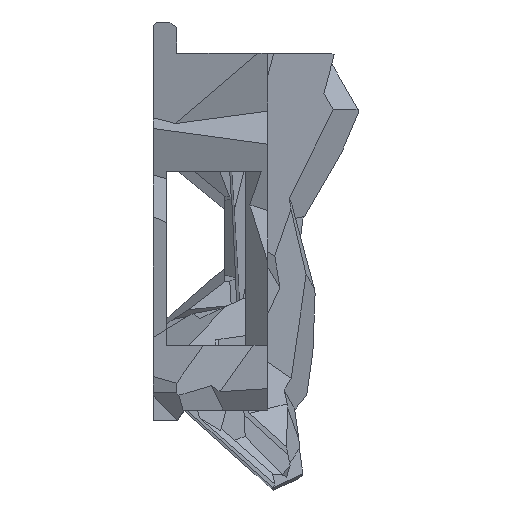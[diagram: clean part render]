
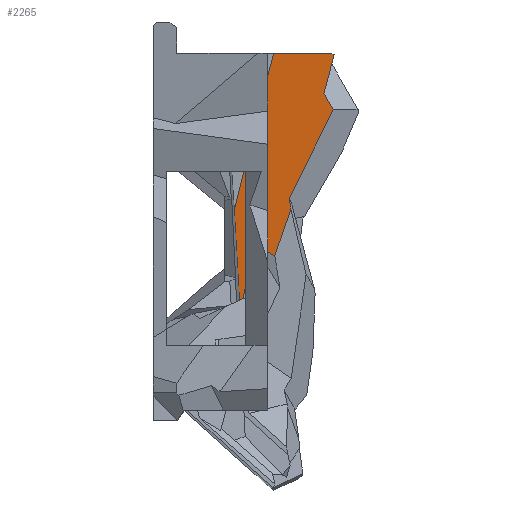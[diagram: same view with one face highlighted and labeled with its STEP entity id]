
A CAD part, left-side view. The second image highlights one B-rep face of the part: STEP entity #2265.
In plain terms, the highlighted planar face has unit normal (-0.997, 0.052, -0.056).
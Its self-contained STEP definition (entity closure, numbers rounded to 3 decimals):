
#422 = VERTEX_POINT ( 'NONE', #14220 ) ;
#876 = DIRECTION ( 'NONE',  ( 0.022, -0.502, -0.865 ) ) ;
#1027 = VECTOR ( 'NONE', #12108, 1000. ) ;
#1029 = CARTESIAN_POINT ( 'NONE',  ( 26.64, 0.783, 41.095 ) ) ;
#1048 = DIRECTION ( 'NONE',  ( 0.07, 0.326, -0.943 ) ) ;
#1142 = DIRECTION ( 'NONE',  ( -0.052, -0.999, 0. ) ) ;
#1287 = DIRECTION ( 'NONE',  ( 0.068, 0.258, -0.964 ) ) ;
#1400 = ORIENTED_EDGE ( 'NONE', *, *, #11166, .F. ) ;
#1437 = EDGE_CURVE ( 'NONE', #9771, #11677, #4254, .T. ) ;
#1944 = LINE ( 'NONE', #7174, #6197 ) ;
#2066 = ORIENTED_EDGE ( 'NONE', *, *, #9059, .F. ) ;
#2265 = ADVANCED_FACE ( 'NONE', ( #12667 ), #8528, .F. ) ;
#2520 = VERTEX_POINT ( 'NONE', #10859 ) ;
#3257 = ORIENTED_EDGE ( 'NONE', *, *, #16769, .F. ) ;
#3481 = CARTESIAN_POINT ( 'NONE',  ( 25.358, -6.998, 56.699 ) ) ;
#3913 = DIRECTION ( 'NONE',  ( -0.067, -0.244, 0.968 ) ) ;
#4014 = CARTESIAN_POINT ( 'NONE',  ( 26.431, -2.894, 41.387 ) ) ;
#4064 = EDGE_CURVE ( 'NONE', #422, #16318, #10453, .T. ) ;
#4181 = VECTOR ( 'NONE', #1287, 1000. ) ;
#4254 = LINE ( 'NONE', #9754, #13084 ) ;
#4298 = CARTESIAN_POINT ( 'NONE',  ( 25.873, -3.598, 50.688 ) ) ;
#4362 = CARTESIAN_POINT ( 'NONE',  ( 25.026, -8.2, 61.5 ) ) ;
#4601 = CARTESIAN_POINT ( 'NONE',  ( 27.487, 3.497, 28.515 ) ) ;
#4872 = CARTESIAN_POINT ( 'NONE',  ( 25.515, -7.812, 53.14 ) ) ;
#5052 = VECTOR ( 'NONE', #3913, 1000. ) ;
#5230 = EDGE_LOOP ( 'NONE', ( #17462, #15332, #2066, #16109, #3257, #1400, #14625, #14896, #7052, #8448, #17035 ) ) ;
#6124 = DIRECTION ( 'NONE',  ( 0.073, 0.444, -0.893 ) ) ;
#6197 = VECTOR ( 'NONE', #9796, 1000. ) ;
#6456 = VECTOR ( 'NONE', #1142, 1000. ) ;
#6798 = VECTOR ( 'NONE', #1048, 1000. ) ;
#6949 = LINE ( 'NONE', #12639, #9719 ) ;
#7052 = ORIENTED_EDGE ( 'NONE', *, *, #9067, .F. ) ;
#7094 = VERTEX_POINT ( 'NONE', #13499 ) ;
#7174 = CARTESIAN_POINT ( 'NONE',  ( 24.901, -14.261, 58.09 ) ) ;
#7829 = CARTESIAN_POINT ( 'NONE',  ( 26.91, 1.647, 37.089 ) ) ;
#7910 = CARTESIAN_POINT ( 'NONE',  ( 26.346, -2.78, 43.009 ) ) ;
#8022 = VERTEX_POINT ( 'NONE', #16774 ) ;
#8141 = LINE ( 'NONE', #16245, #4181 ) ;
#8156 = CARTESIAN_POINT ( 'NONE',  ( 25.25, -3.924, 61.5 ) ) ;
#8448 = ORIENTED_EDGE ( 'NONE', *, *, #10322, .T. ) ;
#8504 = EDGE_CURVE ( 'NONE', #2520, #422, #13213, .T. ) ;
#8528 = PLANE ( 'NONE',  #10962 ) ;
#9049 = VERTEX_POINT ( 'NONE', #13721 ) ;
#9059 = EDGE_CURVE ( 'NONE', #9771, #15767, #9503, .T. ) ;
#9067 = EDGE_CURVE ( 'NONE', #9049, #2520, #8141, .T. ) ;
#9503 = LINE ( 'NONE', #1029, #1027 ) ;
#9719 = VECTOR ( 'NONE', #10927, 1000. ) ;
#9754 = CARTESIAN_POINT ( 'NONE',  ( 26.874, -0.029, 36.173 ) ) ;
#9771 = VERTEX_POINT ( 'NONE', #7829 ) ;
#9796 = DIRECTION ( 'NONE',  ( 0.018, 0.871, 0.49 ) ) ;
#10056 = EDGE_CURVE ( 'NONE', #8022, #7094, #12192, .T. ) ;
#10322 = EDGE_CURVE ( 'NONE', #9049, #14075, #1944, .T. ) ;
#10453 = LINE ( 'NONE', #4872, #11184 ) ;
#10599 = EDGE_CURVE ( 'NONE', #7094, #14075, #10868, .T. ) ;
#10859 = CARTESIAN_POINT ( 'NONE',  ( 25.366, -7.182, 56.382 ) ) ;
#10868 = LINE ( 'NONE', #8156, #6456 ) ;
#10927 = DIRECTION ( 'NONE',  ( -0.053, 0.057, 0.997 ) ) ;
#10934 = CARTESIAN_POINT ( 'NONE',  ( 26.413, -2.979, 41.635 ) ) ;
#10962 = AXIS2_PLACEMENT_3D ( 'NONE', #4298, #12587, #11228 ) ;
#11166 = EDGE_CURVE ( 'NONE', #16318, #13012, #11811, .T. ) ;
#11184 = VECTOR ( 'NONE', #6124, 1000. ) ;
#11228 = DIRECTION ( 'NONE',  ( 0., -0.731, -0.682 ) ) ;
#11677 = VERTEX_POINT ( 'NONE', #16986 ) ;
#11811 = LINE ( 'NONE', #17141, #16808 ) ;
#12108 = DIRECTION ( 'NONE',  ( 0.066, 0.21, -0.975 ) ) ;
#12192 = LINE ( 'NONE', #17709, #5052 ) ;
#12587 = DIRECTION ( 'NONE',  ( 0.997, -0.052, 0.056 ) ) ;
#12639 = CARTESIAN_POINT ( 'NONE',  ( 27.635, 3.338, 25.731 ) ) ;
#12667 = FACE_OUTER_BOUND ( 'NONE', #5230, .T. ) ;
#13012 = VERTEX_POINT ( 'NONE', #10934 ) ;
#13084 = VECTOR ( 'NONE', #15236, 1000. ) ;
#13172 = DIRECTION ( 'NONE',  ( 0.048, -0.143, -0.989 ) ) ;
#13213 = LINE ( 'NONE', #3481, #13974 ) ;
#13476 = LINE ( 'NONE', #4014, #6798 ) ;
#13499 = CARTESIAN_POINT ( 'NONE',  ( 25.415, -0.765, 61.5 ) ) ;
#13721 = CARTESIAN_POINT ( 'NONE',  ( 25.02, -8.507, 61.327 ) ) ;
#13974 = VECTOR ( 'NONE', #876, 1000. ) ;
#14075 = VERTEX_POINT ( 'NONE', #4362 ) ;
#14220 = CARTESIAN_POINT ( 'NONE',  ( 25.42, -8.389, 54.301 ) ) ;
#14625 = ORIENTED_EDGE ( 'NONE', *, *, #4064, .F. ) ;
#14896 = ORIENTED_EDGE ( 'NONE', *, *, #8504, .F. ) ;
#15236 = DIRECTION ( 'NONE',  ( -0.019, -0.877, -0.48 ) ) ;
#15332 = ORIENTED_EDGE ( 'NONE', *, *, #17584, .F. ) ;
#15767 = VERTEX_POINT ( 'NONE', #4601 ) ;
#16109 = ORIENTED_EDGE ( 'NONE', *, *, #1437, .T. ) ;
#16245 = CARTESIAN_POINT ( 'NONE',  ( 25.152, -8.001, 59.438 ) ) ;
#16318 = VERTEX_POINT ( 'NONE', #7910 ) ;
#16769 = EDGE_CURVE ( 'NONE', #13012, #11677, #13476, .T. ) ;
#16774 = CARTESIAN_POINT ( 'NONE',  ( 26.792, 4.243, 41.61 ) ) ;
#16808 = VECTOR ( 'NONE', #13172, 1000. ) ;
#16986 = CARTESIAN_POINT ( 'NONE',  ( 26.854, -0.924, 35.684 ) ) ;
#17035 = ORIENTED_EDGE ( 'NONE', *, *, #10599, .F. ) ;
#17141 = CARTESIAN_POINT ( 'NONE',  ( 25.718, -0.901, 55.972 ) ) ;
#17462 = ORIENTED_EDGE ( 'NONE', *, *, #10056, .F. ) ;
#17584 = EDGE_CURVE ( 'NONE', #15767, #8022, #6949, .T. ) ;
#17709 = CARTESIAN_POINT ( 'NONE',  ( 25.802, 0.643, 55.908 ) ) ;
